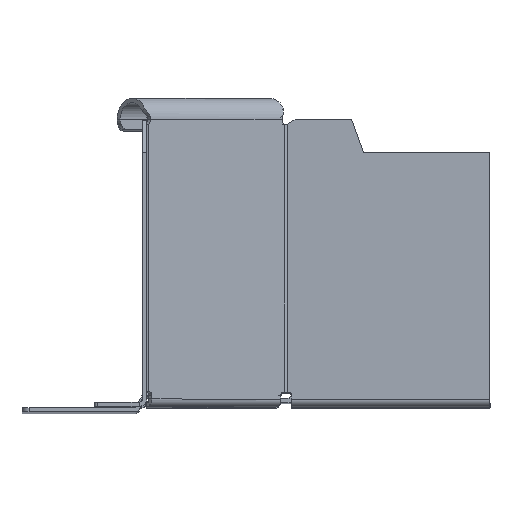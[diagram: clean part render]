
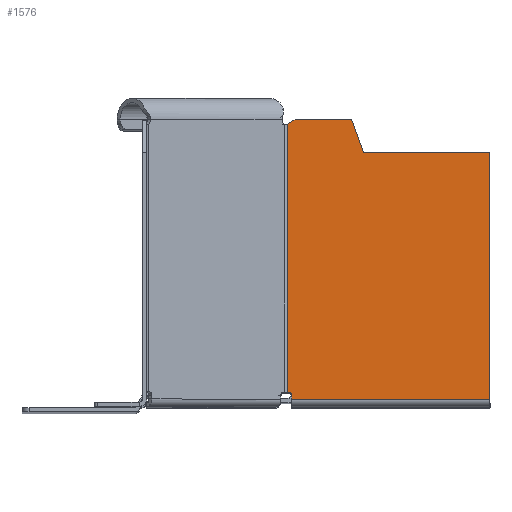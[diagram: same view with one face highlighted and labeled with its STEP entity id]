
A CAD part, top view. The second image highlights one B-rep face of the part: STEP entity #1576.
In plain terms, the highlighted face is planar.
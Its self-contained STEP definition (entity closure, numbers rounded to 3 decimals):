
#177=CARTESIAN_POINT('',(-15.291,80.709,28.291));
#208=DIRECTION('',(0.707,0.,-0.707));
#209=VECTOR('',#208,36.042);
#210=CARTESIAN_POINT('',(-56.189,72.5,69.189));
#211=LINE('',#210,#209);
#220=CARTESIAN_POINT('',(-15.456,3.25,28.456));
#221=DIRECTION('',(0.707,0.,0.707));
#222=DIRECTION('',(0.,1.,0.));
#223=AXIS2_PLACEMENT_3D('',#220,#221,#222);
#225=DIRECTION('',(-0.707,0.,0.707));
#226=VECTOR('',#225,0.231);
#227=CARTESIAN_POINT('',(-15.293,4.25,28.293));
#228=LINE('',#227,#226);
#229=DIRECTION('',(0.612,-0.5,-0.612));
#230=VECTOR('',#229,2.58);
#231=CARTESIAN_POINT('',(-16.871,82.,29.871));
#232=LINE('',#231,#230);
#233=CARTESIAN_POINT('',(-28.011,81.5,41.011));
#234=DIRECTION('',(-0.707,0.,-0.707));
#235=DIRECTION('',(-0.664,0.342,0.664));
#236=AXIS2_PLACEMENT_3D('',#233,#234,#235);
#242=DIRECTION('',(0.242,0.94,-0.242));
#243=VECTOR('',#242,9.76);
#244=CARTESIAN_POINT('',(-30.703,72.5,43.703));
#245=LINE('',#244,#243);
#254=DIRECTION('',(-0.707,0.,0.707));
#255=VECTOR('',#254,15.754);
#256=CARTESIAN_POINT('',(-16.871,82.,29.871));
#257=LINE('',#256,#255);
#284=DIRECTION('',(0.,1.,0.));
#285=VECTOR('',#284,70.25);
#286=CARTESIAN_POINT('',(-56.189,2.25,69.189));
#287=LINE('',#286,#285);
#306=DIRECTION('',(0.002,1.,-0.002));
#307=VECTOR('',#306,1.);
#308=CARTESIAN_POINT('',(-16.165,2.25,29.165));
#309=LINE('',#308,#307);
#417=DIRECTION('',(0.,1.,0.));
#418=VECTOR('',#417,76.459);
#419=CARTESIAN_POINT('',(-15.293,4.25,28.293));
#420=LINE('',#419,#418);
#785=DIRECTION('',(0.707,0.,-0.707));
#786=VECTOR('',#785,56.602);
#787=CARTESIAN_POINT('',(-56.189,2.25,69.189));
#788=LINE('',#787,#786);
#859=CARTESIAN_POINT('',(-56.189,2.25,69.189));
#861=VERTEX_POINT('',#859);
#904=VERTEX_POINT('',#177);
#906=CARTESIAN_POINT('',(-15.293,4.25,28.293));
#908=VERTEX_POINT('',#906);
#937=CARTESIAN_POINT('',(-16.871,82.,29.871));
#938=VERTEX_POINT('',#937);
#953=CARTESIAN_POINT('',(-28.011,82.,41.011));
#954=VERTEX_POINT('',#953);
#999=CARTESIAN_POINT('',(-15.456,4.25,28.456));
#1000=VERTEX_POINT('',#999);
#1003=CARTESIAN_POINT('',(-16.163,3.25,29.163));
#1004=VERTEX_POINT('',#1003);
#1037=CARTESIAN_POINT('',(-28.343,81.671,41.343));
#1039=VERTEX_POINT('',#1037);
#1041=CARTESIAN_POINT('',(-16.165,2.25,29.165));
#1042=VERTEX_POINT('',#1041);
#1055=CARTESIAN_POINT('',(-56.189,72.5,69.189));
#1057=VERTEX_POINT('',#1055);
#1059=CARTESIAN_POINT('',(-30.703,72.5,43.703));
#1061=VERTEX_POINT('',#1059);
#1549=CARTESIAN_POINT('',(-56.189,2.25,69.189));
#1550=DIRECTION('',(-0.707,0.,-0.707));
#1551=DIRECTION('',(-0.707,0.,0.707));
#1552=AXIS2_PLACEMENT_3D('',#1549,#1550,#1551);
#1553=PLANE('',#1552);
#1555=ORIENTED_EDGE('',*,*,#1554,.F.);
#1556=ORIENTED_EDGE('',*,*,#1539,.F.);
#1558=ORIENTED_EDGE('',*,*,#1557,.F.);
#1560=ORIENTED_EDGE('',*,*,#1559,.T.);
#1562=ORIENTED_EDGE('',*,*,#1561,.T.);
#1564=ORIENTED_EDGE('',*,*,#1563,.F.);
#1566=ORIENTED_EDGE('',*,*,#1565,.F.);
#1568=ORIENTED_EDGE('',*,*,#1567,.T.);
#1569=ORIENTED_EDGE('',*,*,#1500,.F.);
#1571=ORIENTED_EDGE('',*,*,#1570,.T.);
#1573=ORIENTED_EDGE('',*,*,#1572,.F.);
#1574=EDGE_LOOP('',(#1555,#1556,#1558,#1560,#1562,#1564,#1566,#1568,#1569,#1571,
#1573));
#1575=FACE_OUTER_BOUND('',#1574,.F.);
#1576=ADVANCED_FACE('',(#1575),#1553,.T.);
#224=CIRCLE('',#223,1.);
#237=CIRCLE('',#236,0.5);
#1500=EDGE_CURVE('',#938,#904,#232,.T.);
#1539=EDGE_CURVE('',#1057,#1061,#211,.T.);
#1554=EDGE_CURVE('',#1061,#1039,#245,.T.);
#1557=EDGE_CURVE('',#861,#1057,#287,.T.);
#1559=EDGE_CURVE('',#861,#1042,#788,.T.);
#1561=EDGE_CURVE('',#1042,#1004,#309,.T.);
#1563=EDGE_CURVE('',#1000,#1004,#224,.T.);
#1565=EDGE_CURVE('',#908,#1000,#228,.T.);
#1567=EDGE_CURVE('',#908,#904,#420,.T.);
#1570=EDGE_CURVE('',#938,#954,#257,.T.);
#1572=EDGE_CURVE('',#1039,#954,#237,.T.);
